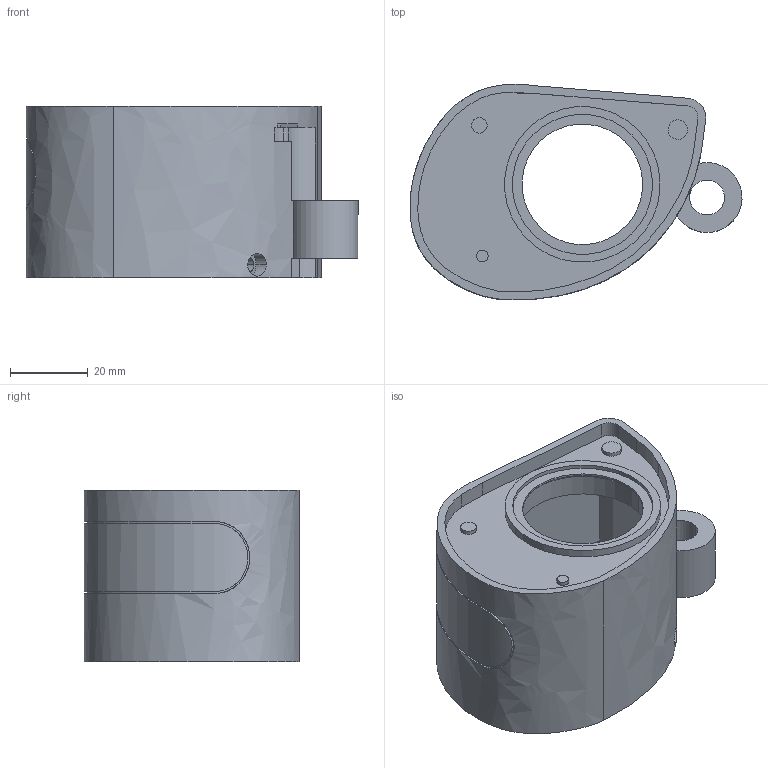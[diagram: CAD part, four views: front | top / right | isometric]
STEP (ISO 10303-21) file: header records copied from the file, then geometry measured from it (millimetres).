
FILE_DESCRIPTION (( 'STEP AP203' ), '1' );
FILE_NAME ('eye-front-right.STEP', '2019-10-13T11:42:02', ( '' ), ( '' ), 'SwSTEP 2.0', 'SolidWorks 2013', '' );
FILE_SCHEMA (( 'CONFIG_CONTROL_DESIGN' ));
Length unit declared in the file: millimetre
Products named in the file (1): eye-front-right
Bounding box: 85.33 x 55.43 x 44 mm (x, y, z)
Volume: 44562.5 mm3; surface area: 26412.7 mm2
Topology: 1 solids, 1 shells, 119 faces, 307 edges, 198 vertices
Faces by surface type: plane 65, cylinder 36, bspline 14, cone 4
Entity records: 4757 total; most frequent: CARTESIAN_POINT 1843, ORIENTED_EDGE 614, DIRECTION 539, EDGE_CURVE 307, VERTEX_POINT 198, LINE 189, VECTOR 189, AXIS2_PLACEMENT_3D 175
